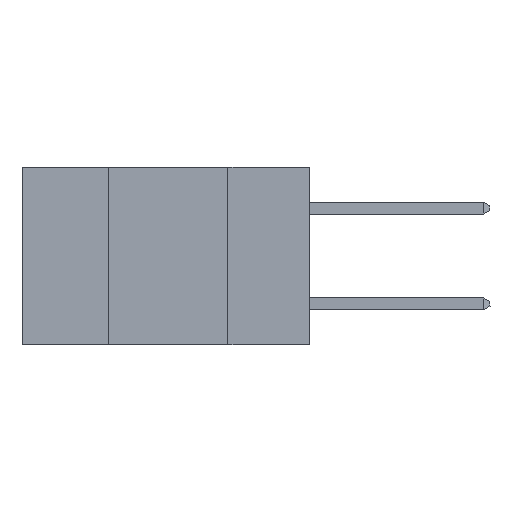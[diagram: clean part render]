
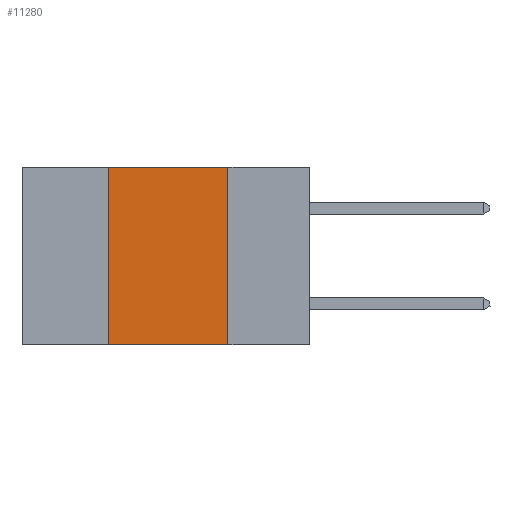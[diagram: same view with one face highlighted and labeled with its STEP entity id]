
A CAD part, left-side view. The second image highlights one B-rep face of the part: STEP entity #11280.
In plain terms, the highlighted planar face has unit normal (-1, 0, 0).
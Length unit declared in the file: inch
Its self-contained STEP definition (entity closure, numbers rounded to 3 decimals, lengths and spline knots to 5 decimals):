
#27 = LINE ( 'NONE', #6109, #9915 ) ;
#36 = LINE ( 'NONE', #6468, #2421 ) ;
#90 = CARTESIAN_POINT ( 'NONE',  ( 0., 0.42, 0. ) ) ;
#114 = ORIENTED_EDGE ( 'NONE', *, *, #2464, .F. ) ;
#392 = VECTOR ( 'NONE', #2747, 39.37008 ) ;
#1602 = DIRECTION ( 'NONE',  ( 0., 0., -1. ) ) ;
#1688 = VECTOR ( 'NONE', #5098, 39.37008 ) ;
#2421 = VECTOR ( 'NONE', #6411, 39.37008 ) ;
#2464 = EDGE_CURVE ( 'NONE', #7366, #12115, #7384, .T. ) ;
#2639 = VERTEX_POINT ( 'NONE', #9447 ) ;
#2747 = DIRECTION ( 'NONE',  ( 0., -1., 0. ) ) ;
#2792 = ORIENTED_EDGE ( 'NONE', *, *, #3436, .T. ) ;
#2872 = CARTESIAN_POINT ( 'NONE',  ( 0., 0.6, -0.37 ) ) ;
#3041 = CARTESIAN_POINT ( 'NONE',  ( 0., 0.42, -0.37 ) ) ;
#3050 = LINE ( 'NONE', #2872, #392 ) ;
#3436 = EDGE_CURVE ( 'NONE', #7366, #9538, #3050, .T. ) ;
#4127 = EDGE_LOOP ( 'NONE', ( #7255, #7541, #114, #2792 ) ) ;
#4373 = EDGE_CURVE ( 'NONE', #12115, #2639, #36, .T. ) ;
#5098 = DIRECTION ( 'NONE',  ( 0., 0., 1. ) ) ;
#5578 = EDGE_CURVE ( 'NONE', #2639, #9538, #27, .T. ) ;
#5630 = CARTESIAN_POINT ( 'NONE',  ( 0., 0.17, -0.37 ) ) ;
#6109 = CARTESIAN_POINT ( 'NONE',  ( 0., 0.17, 0. ) ) ;
#6349 = CARTESIAN_POINT ( 'NONE',  ( 0., 0.6, 0. ) ) ;
#6388 = PLANE ( 'NONE',  #8056 ) ;
#6411 = DIRECTION ( 'NONE',  ( 0., -1., 0. ) ) ;
#6468 = CARTESIAN_POINT ( 'NONE',  ( 0., 0.6, 0. ) ) ;
#6666 = FACE_OUTER_BOUND ( 'NONE', #4127, .T. ) ;
#7255 = ORIENTED_EDGE ( 'NONE', *, *, #5578, .F. ) ;
#7335 = DIRECTION ( 'NONE',  ( 1., 0., 0. ) ) ;
#7366 = VERTEX_POINT ( 'NONE', #3041 ) ;
#7384 = LINE ( 'NONE', #10715, #1688 ) ;
#7541 = ORIENTED_EDGE ( 'NONE', *, *, #4373, .F. ) ;
#7996 = DIRECTION ( 'NONE',  ( 0., 0., -1. ) ) ;
#8056 = AXIS2_PLACEMENT_3D ( 'NONE', #6349, #7335, #1602 ) ;
#9447 = CARTESIAN_POINT ( 'NONE',  ( 0., 0.17, 0. ) ) ;
#9538 = VERTEX_POINT ( 'NONE', #5630 ) ;
#9915 = VECTOR ( 'NONE', #7996, 39.37008 ) ;
#10715 = CARTESIAN_POINT ( 'NONE',  ( 0., 0.42, 0. ) ) ;
#11280 = ADVANCED_FACE ( 'NONE', ( #6666 ), #6388, .F. ) ;
#12115 = VERTEX_POINT ( 'NONE', #90 ) ;
